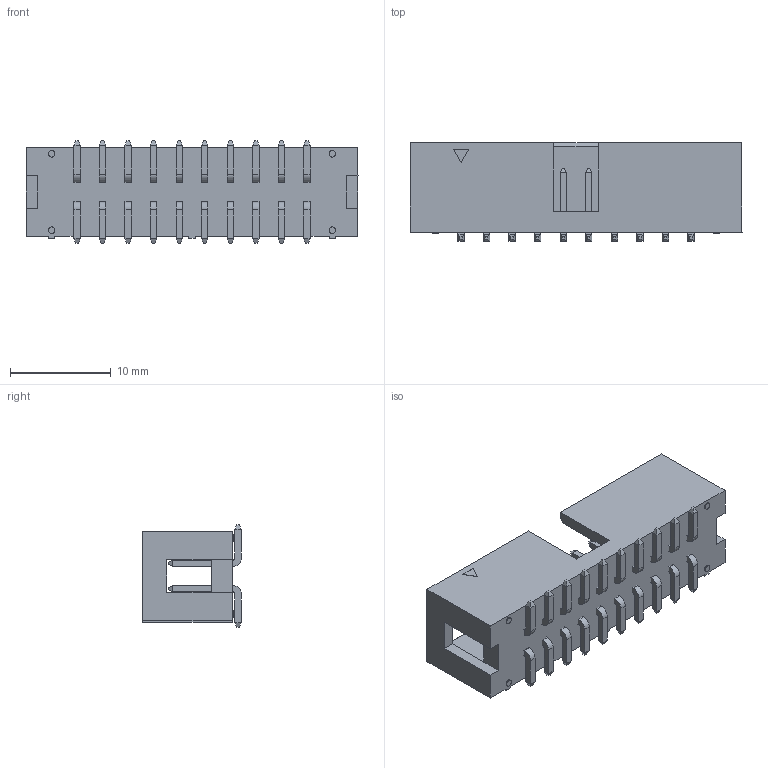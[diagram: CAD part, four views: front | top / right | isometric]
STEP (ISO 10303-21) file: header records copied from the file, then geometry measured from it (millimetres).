
FILE_DESCRIPTION (( 'STEP AP214' ), '1' );
FILE_NAME ('User Library-3020-20-0300-xx.STEP', '2023-05-09T20:08:33', ( '' ), ( '' ), 'SwSTEP 2.0', 'SolidWorks 2022', '' );
FILE_SCHEMA (( 'AUTOMOTIVE_DESIGN' ));
Length unit declared in the file: millimetre
Products named in the file (3): 00-H; 00-T-SMT; User Library-3020-20-0300-xx
Assembly tree (2 placements, depth 2):
  User Library-3020-20-0300-xx
    00-H
    00-T-SMT
Bounding box: 33.02 x 9.8 x 10.2 mm (x, y, z)
Volume: 1213.8 mm3; surface area: 2298.7 mm2
Topology: 21 solids, 21 shells, 423 faces, 972 edges, 592 vertices
Faces by surface type: plane 375, cylinder 48
Entity records: 12229 total; most frequent: CARTESIAN_POINT 1992, ORIENTED_EDGE 1944, DIRECTION 1924, EDGE_CURVE 972, VECTOR 876, LINE 876, VERTEX_POINT 592, AXIS2_PLACEMENT_3D 524
